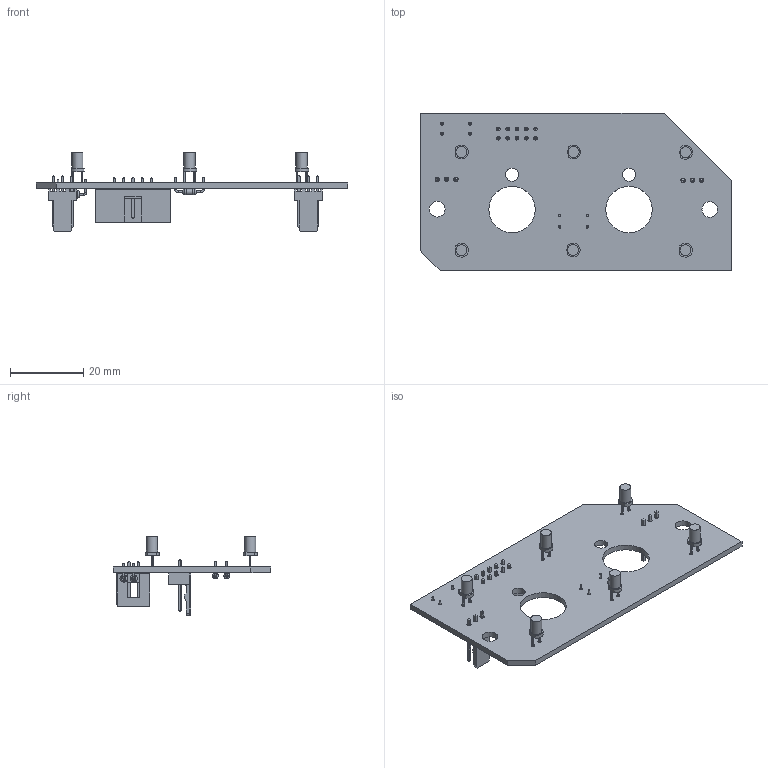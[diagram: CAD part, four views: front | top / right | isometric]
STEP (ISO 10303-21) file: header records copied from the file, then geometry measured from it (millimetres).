
FILE_DESCRIPTION(('KiCad electronic assembly'),'2;1');
FILE_NAME('ANT SEL.step','2024-06-29T06:15:49',('Pcbnew'),('Kicad'), 'Open CASCADE STEP processor 7.7','KiCad to STEP converter','Unknown' );
FILE_SCHEMA(('AUTOMOTIVE_DESIGN { 1 0 10303 214 1 1 1 1 }'));
Length unit declared in the file: millimetre
Products named in the file (12): ANT SEL 1; LED_D3.0mm_FlatTop; R_Axial_DIN0204_L3.6mm_D1.6mm_P7.62mm_Horizontal; R_Axial_DIN0204_L36mm_D16mm_P762mm_Horizontal; Molex_KK-254_AE-6410-03A_1x03_P2.54mm_Vertical; Molex_AE_6410_03A; D_DO-35_SOD27_P7.62mm_Horizontal; IDC-Header_2x05_P2.54mm_Vertical; IDC_Header_2x05_P254mm_Vertical; ANT SEL_PCB
Assembly tree (19 placements, depth 3):
  ANT SEL 1
    LED_D3.0mm_FlatTop  x6
      LED_D3.0mm_FlatTop
    R_Axial_DIN0204_L3.6mm_D1.6mm_P7.62mm_Horizontal  x2
      R_Axial_DIN0204_L36mm_D16mm_P762mm_Horizontal
    Molex_KK-254_AE-6410-03A_1x03_P2.54mm_Vertical  x2
      Molex_AE_6410_03A
    D_DO-35_SOD27_P7.62mm_Horizontal  x2
      D_DO-35_SOD27_P7.62mm_Horizontal
    IDC-Header_2x05_P2.54mm_Vertical
      IDC_Header_2x05_P254mm_Vertical
    ANT SEL_PCB
Bounding box: 85.25 x 43.23 x 21.7 mm (x, y, z)
Volume: 6524.1 mm3; surface area: 9957.6 mm2
Topology: 16 solids, 16 shells, 616 faces, 1426 edges, 900 vertices
Faces by surface type: plane 509, cylinder 91, torus 16
Full cylindrical faces by diameter (mm): 0.5 x14, 0.7 x4, 0.8 x4, 0.9 x12, 1 x16, 1.19 x6, 1.44 x2, 1.6 x4, 2 x4, 2.02 x2, 3 x6, 3.572 x2, 4.305 x2, 12.7 x2
Entity records: 14606 total; most frequent: CARTESIAN_POINT 2020, DIRECTION 1992, ORIENTED_EDGE 1950, EDGE_CURVE 975, LINE 822, VECTOR 822, VERTEX_POINT 613, AXIS2_PLACEMENT_3D 585
